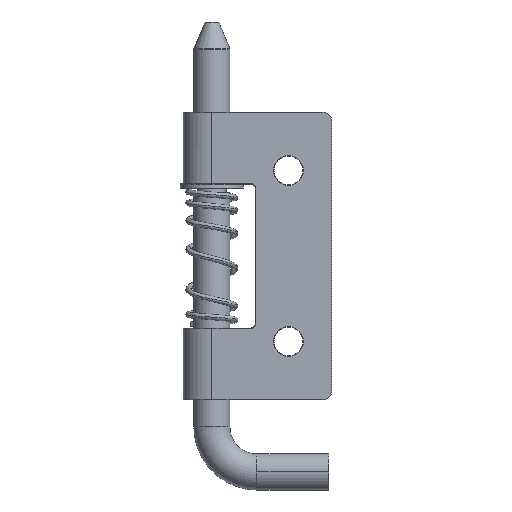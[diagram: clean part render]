
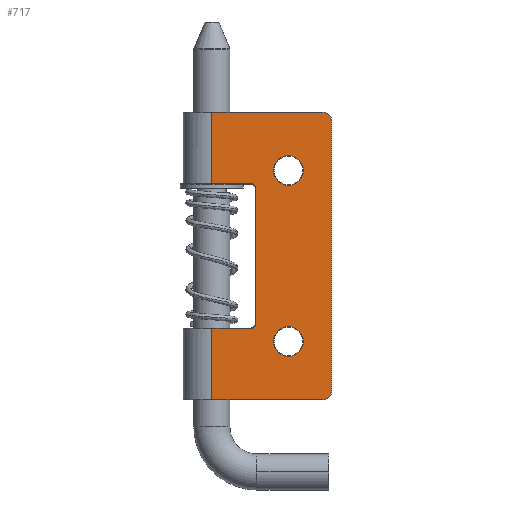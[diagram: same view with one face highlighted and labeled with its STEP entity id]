
A CAD part, front view. The second image highlights one B-rep face of the part: STEP entity #717.
In plain terms, the highlighted planar face has unit normal (0, -1, 0).
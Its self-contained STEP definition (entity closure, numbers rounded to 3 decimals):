
#209 = VERTEX_POINT ( 'NONE', #2273 ) ;
#325 = VERTEX_POINT ( 'NONE', #2460 ) ;
#571 = ORIENTED_EDGE ( 'NONE', *, *, #8538, .T. ) ;
#574 = VERTEX_POINT ( 'NONE', #3036 ) ;
#576 = VERTEX_POINT ( 'NONE', #3039 ) ;
#593 = EDGE_CURVE ( 'NONE', #209, #325, #3076, .T. ) ;
#623 = EDGE_CURVE ( 'NONE', #576, #574, #3124, .T. ) ;
#688 = ORIENTED_EDGE ( 'NONE', *, *, #755, .T. ) ;
#689 = ORIENTED_EDGE ( 'NONE', *, *, #771, .T. ) ;
#690 = VERTEX_POINT ( 'NONE', #3276 ) ;
#692 = ORIENTED_EDGE ( 'NONE', *, *, #695, .T. ) ;
#693 = EDGE_LOOP ( 'NONE', ( #703, #702, #699, #711, #765, #706, #705, #689, #767, #768, #754, #688 ) ) ;
#695 = EDGE_CURVE ( 'NONE', #8543, #8539, #3269, .T. ) ;
#696 = VERTEX_POINT ( 'NONE', #3271 ) ;
#697 = EDGE_CURVE ( 'NONE', #698, #700, #3274, .T. ) ;
#698 = VERTEX_POINT ( 'NONE', #3244 ) ;
#699 = ORIENTED_EDGE ( 'NONE', *, *, #623, .T. ) ;
#700 = VERTEX_POINT ( 'NONE', #3270 ) ;
#701 = VERTEX_POINT ( 'NONE', #3260 ) ;
#702 = ORIENTED_EDGE ( 'NONE', *, *, #704, .T. ) ;
#703 = ORIENTED_EDGE ( 'NONE', *, *, #697, .T. ) ;
#704 = EDGE_CURVE ( 'NONE', #700, #576, #3261, .T. ) ;
#705 = ORIENTED_EDGE ( 'NONE', *, *, #769, .T. ) ;
#706 = ORIENTED_EDGE ( 'NONE', *, *, #766, .T. ) ;
#707 = VERTEX_POINT ( 'NONE', #3321 ) ;
#708 = VERTEX_POINT ( 'NONE', #3263 ) ;
#709 = VERTEX_POINT ( 'NONE', #3316 ) ;
#710 = EDGE_CURVE ( 'NONE', #574, #696, #3312, .T. ) ;
#711 = ORIENTED_EDGE ( 'NONE', *, *, #710, .T. ) ;
#712 = EDGE_LOOP ( 'NONE', ( #571, #692 ) ) ;
#714 = EDGE_CURVE ( 'NONE', #8556, #8470, #3314, .T. ) ;
#716 = ORIENTED_EDGE ( 'NONE', *, *, #714, .T. ) ;
#717 = ADVANCED_FACE ( 'NONE', ( #3313, #3307, #3303 ), #3308, .F. ) ;
#723 = EDGE_LOOP ( 'NONE', ( #726, #716 ) ) ;
#726 = ORIENTED_EDGE ( 'NONE', *, *, #8402, .T. ) ;
#751 = EDGE_CURVE ( 'NONE', #325, #709, #3367, .T. ) ;
#752 = EDGE_CURVE ( 'NONE', #709, #690, #3360, .T. ) ;
#754 = ORIENTED_EDGE ( 'NONE', *, *, #752, .T. ) ;
#755 = EDGE_CURVE ( 'NONE', #690, #698, #3418, .T. ) ;
#763 = EDGE_CURVE ( 'NONE', #696, #708, #3362, .T. ) ;
#765 = ORIENTED_EDGE ( 'NONE', *, *, #763, .T. ) ;
#766 = EDGE_CURVE ( 'NONE', #708, #707, #3406, .T. ) ;
#767 = ORIENTED_EDGE ( 'NONE', *, *, #593, .T. ) ;
#768 = ORIENTED_EDGE ( 'NONE', *, *, #751, .T. ) ;
#769 = EDGE_CURVE ( 'NONE', #707, #701, #3359, .T. ) ;
#771 = EDGE_CURVE ( 'NONE', #701, #209, #3438, .T. ) ;
#2273 = CARTESIAN_POINT ( 'NONE',  ( 0., -3.2, 7.95 ) ) ;
#2406 = VECTOR ( 'NONE', #2661, 1000. ) ;
#2460 = CARTESIAN_POINT ( 'NONE',  ( 0., -3.2, 0.05 ) ) ;
#2661 = DIRECTION ( 'NONE',  ( 0., 0., -1. ) ) ;
#3036 = CARTESIAN_POINT ( 'NONE',  ( 0., -3.2, 24.05 ) ) ;
#3039 = CARTESIAN_POINT ( 'NONE',  ( 0., -3.2, 31.95 ) ) ;
#3076 = LINE ( 'NONE', #3109, #3108 ) ;
#3107 = DIRECTION ( 'NONE',  ( 0., 0., -1. ) ) ;
#3108 = VECTOR ( 'NONE', #3107, 1000. ) ;
#3109 = CARTESIAN_POINT ( 'NONE',  ( 0., -3.2, 32. ) ) ;
#3123 = CARTESIAN_POINT ( 'NONE',  ( 0., -3.2, 32. ) ) ;
#3124 = LINE ( 'NONE', #3123, #3159 ) ;
#3158 = DIRECTION ( 'NONE',  ( 0., 0., -1. ) ) ;
#3159 = VECTOR ( 'NONE', #3158, 1000. ) ;
#3244 = CARTESIAN_POINT ( 'NONE',  ( 13.25, -3.2, 31. ) ) ;
#3257 = AXIS2_PLACEMENT_3D ( 'NONE', #3317, #3298, #3297 ) ;
#3258 = DIRECTION ( 'NONE',  ( 0., 0., 1. ) ) ;
#3259 = DIRECTION ( 'NONE',  ( 0., -1., 0. ) ) ;
#3260 = CARTESIAN_POINT ( 'NONE',  ( 4.3, -3.2, 7.95 ) ) ;
#3261 = LINE ( 'NONE', #3320, #3319 ) ;
#3262 = AXIS2_PLACEMENT_3D ( 'NONE', #3306, #3305, #3304 ) ;
#3263 = CARTESIAN_POINT ( 'NONE',  ( 4.85, -3.2, 23.5 ) ) ;
#3264 = DIRECTION ( 'NONE',  ( 0., 0., 1. ) ) ;
#3265 = DIRECTION ( 'NONE',  ( 0., 1., 0. ) ) ;
#3266 = CARTESIAN_POINT ( 'NONE',  ( 8.5, -3.2, 25.5 ) ) ;
#3267 = AXIS2_PLACEMENT_3D ( 'NONE', #3266, #3265, #3264 ) ;
#3268 = CARTESIAN_POINT ( 'NONE',  ( 12.3, -3.2, 31. ) ) ;
#3269 = CIRCLE ( 'NONE', #3267, 1.65 ) ;
#3270 = CARTESIAN_POINT ( 'NONE',  ( 12.3, -3.2, 31.95 ) ) ;
#3271 = CARTESIAN_POINT ( 'NONE',  ( 4.3, -3.2, 24.05 ) ) ;
#3274 = CIRCLE ( 'NONE', #3279, 0.95 ) ;
#3276 = CARTESIAN_POINT ( 'NONE',  ( 13.25, -3.2, 1. ) ) ;
#3279 = AXIS2_PLACEMENT_3D ( 'NONE', #3268, #3259, #3258 ) ;
#3297 = DIRECTION ( 'NONE',  ( 0., 0., 1. ) ) ;
#3298 = DIRECTION ( 'NONE',  ( 0., 1., 0. ) ) ;
#3303 = FACE_OUTER_BOUND ( 'NONE', #693, .T. ) ;
#3304 = DIRECTION ( 'NONE',  ( 0., 0., 1. ) ) ;
#3305 = DIRECTION ( 'NONE',  ( 0., 1., 0. ) ) ;
#3306 = CARTESIAN_POINT ( 'NONE',  ( 8.5, -3.2, 6.5 ) ) ;
#3307 = FACE_BOUND ( 'NONE', #712, .T. ) ;
#3308 = PLANE ( 'NONE',  #3257 ) ;
#3309 = DIRECTION ( 'NONE',  ( 1., 0., 0. ) ) ;
#3310 = VECTOR ( 'NONE', #3309, 1000. ) ;
#3311 = CARTESIAN_POINT ( 'NONE',  ( 0., -3.2, 24.05 ) ) ;
#3312 = LINE ( 'NONE', #3311, #3310 ) ;
#3313 = FACE_BOUND ( 'NONE', #723, .T. ) ;
#3314 = CIRCLE ( 'NONE', #3262, 1.65 ) ;
#3316 = CARTESIAN_POINT ( 'NONE',  ( 12.3, -3.2, 0.05 ) ) ;
#3317 = CARTESIAN_POINT ( 'NONE',  ( 0., -3.2, 32. ) ) ;
#3318 = DIRECTION ( 'NONE',  ( -1., 0., 0. ) ) ;
#3319 = VECTOR ( 'NONE', #3318, 1000. ) ;
#3320 = CARTESIAN_POINT ( 'NONE',  ( 0., -3.2, 31.95 ) ) ;
#3321 = CARTESIAN_POINT ( 'NONE',  ( 4.85, -3.2, 8.5 ) ) ;
#3353 = VECTOR ( 'NONE', #3412, 1000. ) ;
#3354 = CARTESIAN_POINT ( 'NONE',  ( 13.25, -3.2, 31. ) ) ;
#3355 = DIRECTION ( 'NONE',  ( 1., 0., 0. ) ) ;
#3356 = VECTOR ( 'NONE', #3355, 1000. ) ;
#3357 = DIRECTION ( 'NONE',  ( 0., -1., 0. ) ) ;
#3359 = CIRCLE ( 'NONE', #3402, 0.55 ) ;
#3360 = CIRCLE ( 'NONE', #3368, 0.95 ) ;
#3362 = CIRCLE ( 'NONE', #3400, 0.55 ) ;
#3363 = CARTESIAN_POINT ( 'NONE',  ( 12.3, -3.2, 1. ) ) ;
#3366 = CARTESIAN_POINT ( 'NONE',  ( 0., -3.2, 0.05 ) ) ;
#3367 = LINE ( 'NONE', #3366, #3356 ) ;
#3368 = AXIS2_PLACEMENT_3D ( 'NONE', #3363, #3357, #3417 ) ;
#3390 = DIRECTION ( 'NONE',  ( 0., 0., 1. ) ) ;
#3391 = DIRECTION ( 'NONE',  ( 0., 0., 1. ) ) ;
#3392 = DIRECTION ( 'NONE',  ( 0., 1., 0. ) ) ;
#3393 = CARTESIAN_POINT ( 'NONE',  ( 4.3, -3.2, 23.5 ) ) ;
#3395 = CARTESIAN_POINT ( 'NONE',  ( 4.3, -3.2, 8.5 ) ) ;
#3396 = DIRECTION ( 'NONE',  ( 0., 1., 0. ) ) ;
#3400 = AXIS2_PLACEMENT_3D ( 'NONE', #3393, #3392, #3391 ) ;
#3402 = AXIS2_PLACEMENT_3D ( 'NONE', #3395, #3396, #3390 ) ;
#3405 = CARTESIAN_POINT ( 'NONE',  ( 4.85, -3.2, 32. ) ) ;
#3406 = LINE ( 'NONE', #3405, #2406 ) ;
#3412 = DIRECTION ( 'NONE',  ( 0., 0., 1. ) ) ;
#3417 = DIRECTION ( 'NONE',  ( 0., 0., 1. ) ) ;
#3418 = LINE ( 'NONE', #3354, #3353 ) ;
#3435 = DIRECTION ( 'NONE',  ( -1., 0., 0. ) ) ;
#3436 = VECTOR ( 'NONE', #3435, 1000. ) ;
#3437 = CARTESIAN_POINT ( 'NONE',  ( 0., -3.2, 7.95 ) ) ;
#3438 = LINE ( 'NONE', #3437, #3436 ) ;
#7778 = CIRCLE ( 'NONE', #7822, 1.65 ) ;
#7820 = DIRECTION ( 'NONE',  ( 0., 0., 1. ) ) ;
#7821 = DIRECTION ( 'NONE',  ( 0., 1., 0. ) ) ;
#7822 = AXIS2_PLACEMENT_3D ( 'NONE', #7827, #7821, #7820 ) ;
#7827 = CARTESIAN_POINT ( 'NONE',  ( 8.5, -3.2, 6.5 ) ) ;
#7908 = CARTESIAN_POINT ( 'NONE',  ( 8.5, -3.2, 8.15 ) ) ;
#7951 = CIRCLE ( 'NONE', #7985, 1.65 ) ;
#7976 = DIRECTION ( 'NONE',  ( 0., 0., 1. ) ) ;
#7977 = DIRECTION ( 'NONE',  ( 0., 1., 0. ) ) ;
#7979 = CARTESIAN_POINT ( 'NONE',  ( 8.5, -3.2, 27.15 ) ) ;
#7981 = CARTESIAN_POINT ( 'NONE',  ( 8.5, -3.2, 25.5 ) ) ;
#7985 = AXIS2_PLACEMENT_3D ( 'NONE', #7981, #7977, #7976 ) ;
#8020 = CARTESIAN_POINT ( 'NONE',  ( 8.5, -3.2, 4.85 ) ) ;
#8029 = CARTESIAN_POINT ( 'NONE',  ( 8.5, -3.2, 23.85 ) ) ;
#8402 = EDGE_CURVE ( 'NONE', #8470, #8556, #7778, .T. ) ;
#8470 = VERTEX_POINT ( 'NONE', #7908 ) ;
#8538 = EDGE_CURVE ( 'NONE', #8539, #8543, #7951, .T. ) ;
#8539 = VERTEX_POINT ( 'NONE', #7979 ) ;
#8543 = VERTEX_POINT ( 'NONE', #8029 ) ;
#8556 = VERTEX_POINT ( 'NONE', #8020 ) ;
